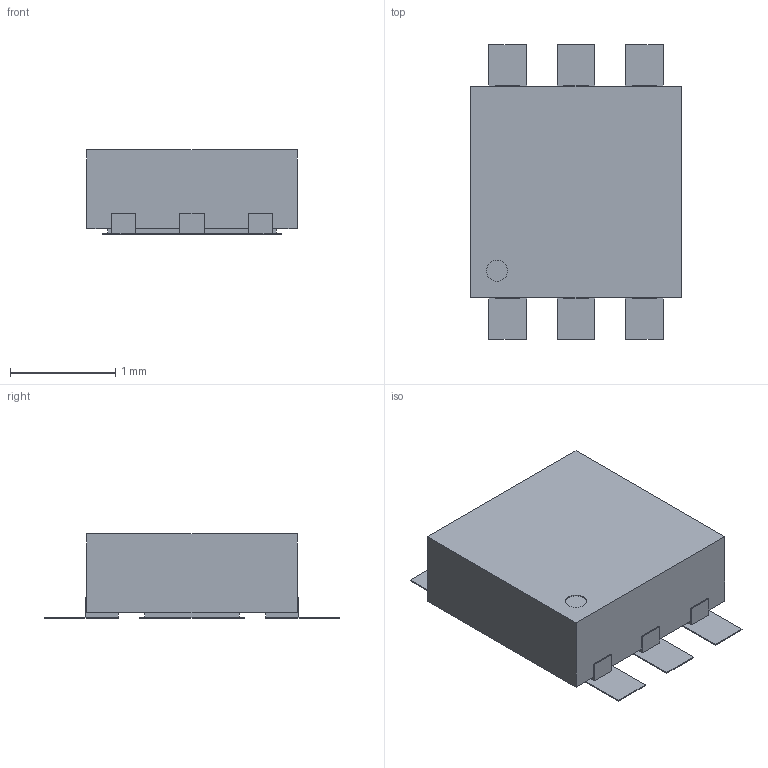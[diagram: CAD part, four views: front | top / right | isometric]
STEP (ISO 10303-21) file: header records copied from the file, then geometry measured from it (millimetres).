
FILE_DESCRIPTION(/* description */ (''),/* implementation_level */ '2;1');
FILE_NAME(/* name */ '315-1258-000_1.stp',/* time_stamp */ '2023-11-01T20:46:00+03:00',/* author */ (''),/* organization */ (''),/* preprocessor_version */ 'ST-DEVELOPER v16.7',/* originating_system */ 'SIEMENS PLM Software NX 12.0',/* authorisation */ '');
FILE_SCHEMA (('AUTOMOTIVE_DESIGN { 1 0 10303 214 3 1 1 1 }'));
Length unit declared in the file: millimetre
Products named in the file (1): 315-1258-000_1
Bounding box: 2 x 2.8 x 0.8 mm (x, y, z)
Volume: 3.1 mm3; surface area: 17.3 mm2
Topology: 1 solids, 1 shells, 79 faces, 222 edges, 148 vertices
Faces by surface type: plane 77, cylinder 2
Entity records: 2843 total; most frequent: CARTESIAN_POINT 450, ORIENTED_EDGE 444, DIRECTION 386, EDGE_CURVE 222, LINE 218, VECTOR 218, VERTEX_POINT 148, AXIS2_PLACEMENT_3D 84
